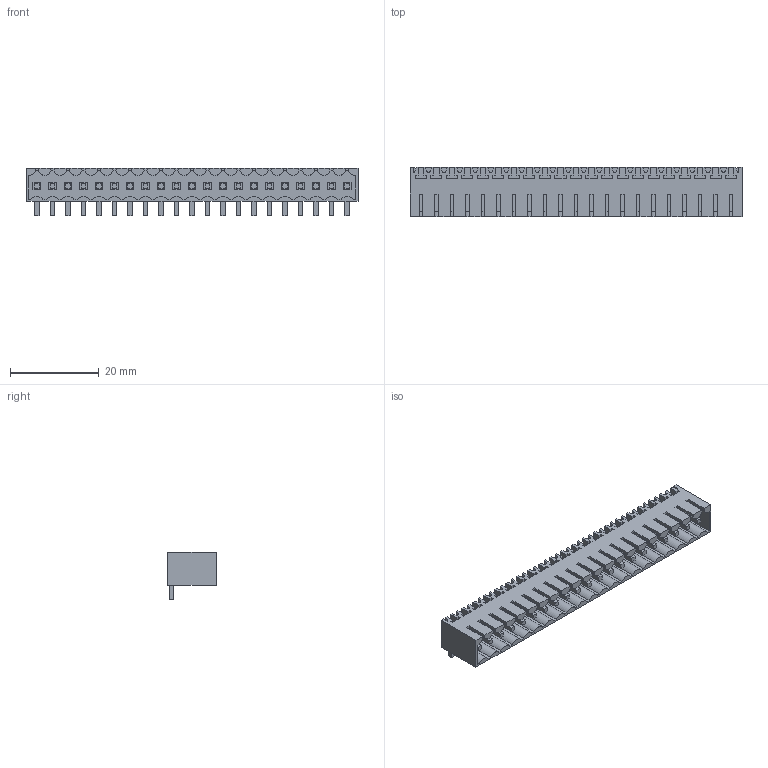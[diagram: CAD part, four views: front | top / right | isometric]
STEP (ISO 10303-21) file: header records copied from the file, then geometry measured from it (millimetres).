
FILE_DESCRIPTION(('CATIA V5 STEP Exchange','CAx-IF Rec.Pracs.--- Model Styling and Organization---1.2---2011-12-15'),'2;1');
FILE_NAME ('D1453613_0_1619420000_1619420000.stp','2018-03-06T11:49:53+00:00',('none'),('Weidmueller'),'CATIA Version 5-6 Release 2014','CATIA V5 STEP AP214','none');
FILE_SCHEMA(('AUTOMOTIVE_DESIGN { 1 0 10303 214 1 1 1 1 }'));
Length unit declared in the file: millimetre
Products named in the file (1): 1619420000
Bounding box: 74.9 x 11.05 x 10.65 mm (x, y, z)
Volume: 2693.5 mm3; surface area: 7351 mm2
Topology: 22 solids, 22 shells, 1190 faces, 3656 edges, 2510 vertices
Faces by surface type: plane 1105, cylinder 85
Entity records: 37286 total; most frequent: ORIENTED_EDGE 7312, CARTESIAN_POINT 6751, DIRECTION 4824, EDGE_CURVE 3656, VECTOR 3446, LINE 3446, VERTEX_POINT 2510, EDGE_LOOP 1232
